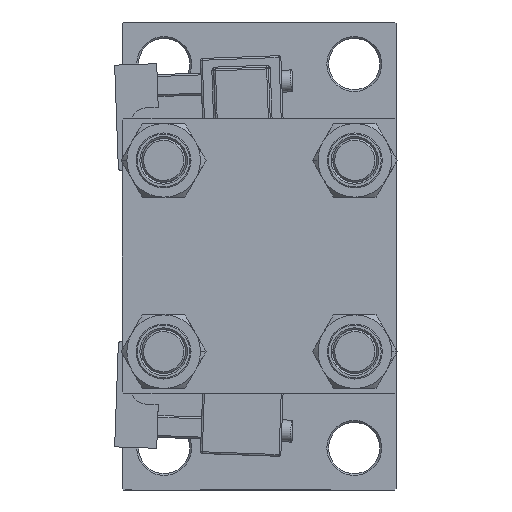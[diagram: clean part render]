
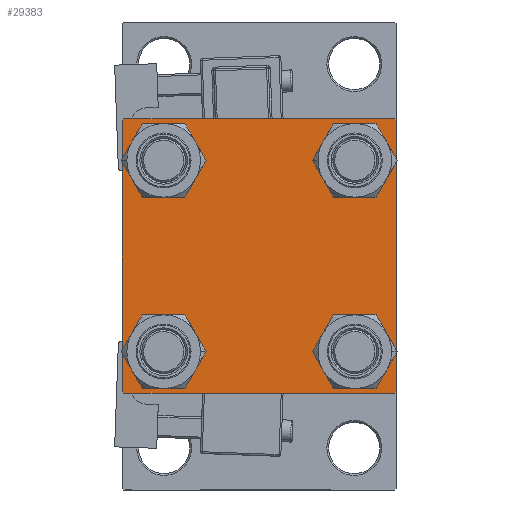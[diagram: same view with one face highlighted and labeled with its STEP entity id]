
A CAD part, left-side view. The second image highlights one B-rep face of the part: STEP entity #29383.
In plain terms, the highlighted planar face has unit normal (-1, 0, 0).
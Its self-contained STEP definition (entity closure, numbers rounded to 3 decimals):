
#129 = VERTEX_POINT ( 'NONE', #18066 ) ;
#1536 = DIRECTION ( 'NONE',  ( 1., 0., 0. ) ) ;
#2125 = VERTEX_POINT ( 'NONE', #5108 ) ;
#2682 = CARTESIAN_POINT ( 'NONE',  ( 0., 0., 0. ) ) ;
#2939 = FACE_BOUND ( 'NONE', #29714, .T. ) ;
#3657 = CARTESIAN_POINT ( 'NONE',  ( 0., 26.15, -19.65 ) ) ;
#4230 = EDGE_CURVE ( 'NONE', #42764, #129, #7600, .T. ) ;
#5108 = CARTESIAN_POINT ( 'NONE',  ( 0., -37.5, -37. ) ) ;
#5164 = ORIENTED_EDGE ( 'NONE', *, *, #16495, .T. ) ;
#5738 = VERTEX_POINT ( 'NONE', #18186 ) ;
#5790 = CIRCLE ( 'NONE', #7418, 6.5 ) ;
#5967 = CIRCLE ( 'NONE', #31476, 6.5 ) ;
#6678 = PLANE ( 'NONE',  #13163 ) ;
#6728 = VERTEX_POINT ( 'NONE', #12348 ) ;
#6789 = CIRCLE ( 'NONE', #7576, 6.5 ) ;
#7110 = EDGE_CURVE ( 'NONE', #24458, #6728, #5967, .T. ) ;
#7202 = EDGE_CURVE ( 'NONE', #43980, #41465, #11260, .T. ) ;
#7323 = DIRECTION ( 'NONE',  ( 0., 0.707, -0.707 ) ) ;
#7367 = DIRECTION ( 'NONE',  ( 0., 0., 1. ) ) ;
#7418 = AXIS2_PLACEMENT_3D ( 'NONE', #44824, #41582, #7367 ) ;
#7576 = AXIS2_PLACEMENT_3D ( 'NONE', #24325, #32074, #35581 ) ;
#7600 = LINE ( 'NONE', #11102, #18618 ) ;
#8032 = LINE ( 'NONE', #10790, #41908 ) ;
#8317 = ORIENTED_EDGE ( 'NONE', *, *, #46900, .T. ) ;
#8894 = CARTESIAN_POINT ( 'NONE',  ( 0., 37.5, -37. ) ) ;
#8996 = DIRECTION ( 'NONE',  ( 0., 0.707, 0.707 ) ) ;
#10553 = DIRECTION ( 'NONE',  ( 1., 0., 0. ) ) ;
#10790 = CARTESIAN_POINT ( 'NONE',  ( 0., 37.25, -37.25 ) ) ;
#11102 = CARTESIAN_POINT ( 'NONE',  ( 0., 37.5, 37.5 ) ) ;
#11260 = LINE ( 'NONE', #33499, #25939 ) ;
#12348 = CARTESIAN_POINT ( 'NONE',  ( 0., -26.15, 19.65 ) ) ;
#12548 = AXIS2_PLACEMENT_3D ( 'NONE', #18401, #13925, #29164 ) ;
#13026 = CARTESIAN_POINT ( 'NONE',  ( 0., -37.5, 37.5 ) ) ;
#13163 = AXIS2_PLACEMENT_3D ( 'NONE', #2682, #24895, #29163 ) ;
#13735 = CARTESIAN_POINT ( 'NONE',  ( 0., 26.15, 26.15 ) ) ;
#13870 = CARTESIAN_POINT ( 'NONE',  ( 0., -26.15, -19.65 ) ) ;
#13925 = DIRECTION ( 'NONE',  ( 1., 0., 0. ) ) ;
#14022 = EDGE_CURVE ( 'NONE', #39740, #2125, #16525, .T. ) ;
#14314 = DIRECTION ( 'NONE',  ( 0., 0., 1. ) ) ;
#14456 = ORIENTED_EDGE ( 'NONE', *, *, #48153, .T. ) ;
#14504 = EDGE_CURVE ( 'NONE', #5738, #15848, #16703, .T. ) ;
#15401 = ORIENTED_EDGE ( 'NONE', *, *, #48443, .T. ) ;
#15848 = VERTEX_POINT ( 'NONE', #31106 ) ;
#16233 = LINE ( 'NONE', #19983, #31386 ) ;
#16353 = CARTESIAN_POINT ( 'NONE',  ( 0., -26.15, -26.15 ) ) ;
#16495 = EDGE_CURVE ( 'NONE', #27634, #28749, #29325, .T. ) ;
#16525 = LINE ( 'NONE', #13026, #47538 ) ;
#16586 = EDGE_LOOP ( 'NONE', ( #17633, #15401 ) ) ;
#16703 = LINE ( 'NONE', #31943, #37240 ) ;
#17073 = CIRCLE ( 'NONE', #21069, 6.5 ) ;
#17346 = CARTESIAN_POINT ( 'NONE',  ( 0., 26.15, 19.65 ) ) ;
#17416 = FACE_BOUND ( 'NONE', #48697, .T. ) ;
#17556 = CARTESIAN_POINT ( 'NONE',  ( 0., 26.15, 32.65 ) ) ;
#17633 = ORIENTED_EDGE ( 'NONE', *, *, #47737, .T. ) ;
#18066 = CARTESIAN_POINT ( 'NONE',  ( 0., -37., 37.5 ) ) ;
#18186 = CARTESIAN_POINT ( 'NONE',  ( 0., 37., -37.5 ) ) ;
#18215 = VERTEX_POINT ( 'NONE', #17556 ) ;
#18401 = CARTESIAN_POINT ( 'NONE',  ( 0., 26.15, -26.15 ) ) ;
#18618 = VECTOR ( 'NONE', #26327, 1000. ) ;
#18762 = DIRECTION ( 'NONE',  ( 0., -0.707, -0.707 ) ) ;
#19983 = CARTESIAN_POINT ( 'NONE',  ( 0., -37.25, -37.25 ) ) ;
#20345 = DIRECTION ( 'NONE',  ( 1., 0., 0. ) ) ;
#20514 = DIRECTION ( 'NONE',  ( 0., 0., 1. ) ) ;
#20737 = ORIENTED_EDGE ( 'NONE', *, *, #33680, .T. ) ;
#21069 = AXIS2_PLACEMENT_3D ( 'NONE', #33596, #45337, #49097 ) ;
#21949 = VERTEX_POINT ( 'NONE', #13870 ) ;
#22728 = AXIS2_PLACEMENT_3D ( 'NONE', #16353, #20345, #24091 ) ;
#23430 = EDGE_CURVE ( 'NONE', #6728, #24458, #5790, .T. ) ;
#24091 = DIRECTION ( 'NONE',  ( 0., 0., 1. ) ) ;
#24322 = AXIS2_PLACEMENT_3D ( 'NONE', #13735, #43954, #29226 ) ;
#24325 = CARTESIAN_POINT ( 'NONE',  ( 0., 26.15, 26.15 ) ) ;
#24458 = VERTEX_POINT ( 'NONE', #29115 ) ;
#24895 = DIRECTION ( 'NONE',  ( -1., 0., 0. ) ) ;
#25648 = FACE_BOUND ( 'NONE', #46217, .T. ) ;
#25749 = DIRECTION ( 'NONE',  ( 0., 0., -1. ) ) ;
#25939 = VECTOR ( 'NONE', #25749, 1000. ) ;
#25944 = CARTESIAN_POINT ( 'NONE',  ( 0., 26.15, -32.65 ) ) ;
#25994 = EDGE_CURVE ( 'NONE', #15848, #2125, #16233, .T. ) ;
#26327 = DIRECTION ( 'NONE',  ( 0., -1., 0. ) ) ;
#26673 = AXIS2_PLACEMENT_3D ( 'NONE', #44278, #10553, #14314 ) ;
#27502 = EDGE_CURVE ( 'NONE', #28749, #27634, #17073, .T. ) ;
#27634 = VERTEX_POINT ( 'NONE', #25944 ) ;
#28332 = CIRCLE ( 'NONE', #24322, 6.5 ) ;
#28749 = VERTEX_POINT ( 'NONE', #3657 ) ;
#29115 = CARTESIAN_POINT ( 'NONE',  ( 0., -26.15, 32.65 ) ) ;
#29158 = ORIENTED_EDGE ( 'NONE', *, *, #14022, .F. ) ;
#29163 = DIRECTION ( 'NONE',  ( 0., 0., 1. ) ) ;
#29164 = DIRECTION ( 'NONE',  ( 0., 0., 1. ) ) ;
#29226 = DIRECTION ( 'NONE',  ( 0., 0., 1. ) ) ;
#29325 = CIRCLE ( 'NONE', #12548, 6.5 ) ;
#29383 = ADVANCED_FACE ( 'NONE', ( #2939, #25648, #17416, #36400, #48403 ), #6678, .T. ) ;
#29596 = EDGE_CURVE ( 'NONE', #35316, #21949, #31488, .T. ) ;
#29714 = EDGE_LOOP ( 'NONE', ( #46560, #37107 ) ) ;
#30035 = CARTESIAN_POINT ( 'NONE',  ( 0., 37., 37.5 ) ) ;
#30934 = ORIENTED_EDGE ( 'NONE', *, *, #4230, .F. ) ;
#31051 = CARTESIAN_POINT ( 'NONE',  ( 0., -37.5, 37. ) ) ;
#31106 = CARTESIAN_POINT ( 'NONE',  ( 0., -37., -37.5 ) ) ;
#31386 = VECTOR ( 'NONE', #35958, 1000. ) ;
#31476 = AXIS2_PLACEMENT_3D ( 'NONE', #43753, #1536, #20514 ) ;
#31488 = CIRCLE ( 'NONE', #22728, 6.5 ) ;
#31943 = CARTESIAN_POINT ( 'NONE',  ( 0., 37.5, -37.5 ) ) ;
#31958 = LINE ( 'NONE', #46968, #33127 ) ;
#32074 = DIRECTION ( 'NONE',  ( 1., 0., 0. ) ) ;
#33127 = VECTOR ( 'NONE', #8996, 1000. ) ;
#33499 = CARTESIAN_POINT ( 'NONE',  ( 0., 37.5, 37.5 ) ) ;
#33596 = CARTESIAN_POINT ( 'NONE',  ( 0., 26.15, -26.15 ) ) ;
#33680 = EDGE_CURVE ( 'NONE', #42764, #43980, #41537, .T. ) ;
#34112 = ORIENTED_EDGE ( 'NONE', *, *, #27502, .T. ) ;
#34855 = VECTOR ( 'NONE', #7323, 1000. ) ;
#35316 = VERTEX_POINT ( 'NONE', #36859 ) ;
#35581 = DIRECTION ( 'NONE',  ( 0., 0., 1. ) ) ;
#35881 = ORIENTED_EDGE ( 'NONE', *, *, #7202, .T. ) ;
#35958 = DIRECTION ( 'NONE',  ( 0., -0.707, 0.707 ) ) ;
#36400 = FACE_BOUND ( 'NONE', #16586, .T. ) ;
#36469 = ORIENTED_EDGE ( 'NONE', *, *, #14504, .T. ) ;
#36859 = CARTESIAN_POINT ( 'NONE',  ( 0., -26.15, -32.65 ) ) ;
#37107 = ORIENTED_EDGE ( 'NONE', *, *, #23430, .T. ) ;
#37240 = VECTOR ( 'NONE', #47190, 1000. ) ;
#37535 = CARTESIAN_POINT ( 'NONE',  ( 0., 37.25, 37.25 ) ) ;
#39740 = VERTEX_POINT ( 'NONE', #31051 ) ;
#39761 = DIRECTION ( 'NONE',  ( 0., 0., -1. ) ) ;
#41465 = VERTEX_POINT ( 'NONE', #8894 ) ;
#41537 = LINE ( 'NONE', #37535, #34855 ) ;
#41582 = DIRECTION ( 'NONE',  ( 1., 0., 0. ) ) ;
#41908 = VECTOR ( 'NONE', #18762, 1000. ) ;
#42210 = CARTESIAN_POINT ( 'NONE',  ( 0., 37.5, 37. ) ) ;
#42764 = VERTEX_POINT ( 'NONE', #30035 ) ;
#43489 = ORIENTED_EDGE ( 'NONE', *, *, #25994, .T. ) ;
#43753 = CARTESIAN_POINT ( 'NONE',  ( 0., -26.15, 26.15 ) ) ;
#43954 = DIRECTION ( 'NONE',  ( 1., 0., 0. ) ) ;
#43980 = VERTEX_POINT ( 'NONE', #42210 ) ;
#44278 = CARTESIAN_POINT ( 'NONE',  ( 0., -26.15, -26.15 ) ) ;
#44824 = CARTESIAN_POINT ( 'NONE',  ( 0., -26.15, 26.15 ) ) ;
#45337 = DIRECTION ( 'NONE',  ( 1., 0., 0. ) ) ;
#45842 = ORIENTED_EDGE ( 'NONE', *, *, #29596, .T. ) ;
#46217 = EDGE_LOOP ( 'NONE', ( #8317, #45842 ) ) ;
#46560 = ORIENTED_EDGE ( 'NONE', *, *, #7110, .T. ) ;
#46643 = EDGE_LOOP ( 'NONE', ( #35881, #14456, #36469, #43489, #29158, #49119, #30934, #20737 ) ) ;
#46900 = EDGE_CURVE ( 'NONE', #21949, #35316, #48223, .T. ) ;
#46968 = CARTESIAN_POINT ( 'NONE',  ( 0., -37.25, 37.25 ) ) ;
#47190 = DIRECTION ( 'NONE',  ( 0., -1., 0. ) ) ;
#47538 = VECTOR ( 'NONE', #39761, 1000. ) ;
#47737 = EDGE_CURVE ( 'NONE', #18215, #47817, #6789, .T. ) ;
#47817 = VERTEX_POINT ( 'NONE', #17346 ) ;
#48153 = EDGE_CURVE ( 'NONE', #41465, #5738, #8032, .T. ) ;
#48223 = CIRCLE ( 'NONE', #26673, 6.5 ) ;
#48338 = EDGE_CURVE ( 'NONE', #39740, #129, #31958, .T. ) ;
#48403 = FACE_OUTER_BOUND ( 'NONE', #46643, .T. ) ;
#48443 = EDGE_CURVE ( 'NONE', #47817, #18215, #28332, .T. ) ;
#48697 = EDGE_LOOP ( 'NONE', ( #34112, #5164 ) ) ;
#49097 = DIRECTION ( 'NONE',  ( 0., 0., 1. ) ) ;
#49119 = ORIENTED_EDGE ( 'NONE', *, *, #48338, .T. ) ;
